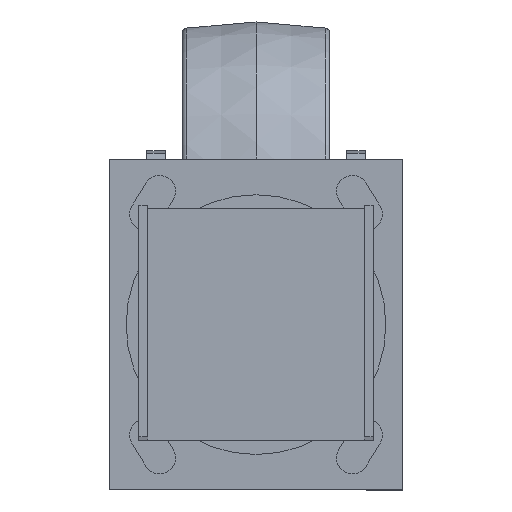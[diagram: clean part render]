
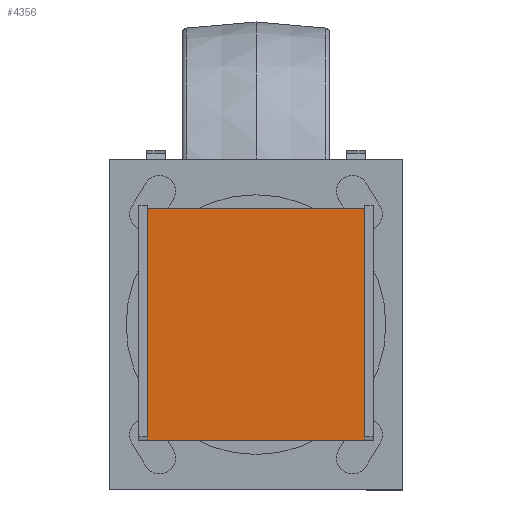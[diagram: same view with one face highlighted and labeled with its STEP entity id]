
A CAD part, top view. The second image highlights one B-rep face of the part: STEP entity #4356.
In plain terms, the highlighted planar face has unit normal (0, 0, 1).
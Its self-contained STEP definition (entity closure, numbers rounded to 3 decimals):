
#376=PLANE('',#4694);
#537=FACE_OUTER_BOUND('',#812,.T.);
#812=EDGE_LOOP('',(#3023,#3024,#3025,#3026));
#1142=LINE('',#6551,#1388);
#1143=LINE('',#6554,#1389);
#1144=LINE('',#6556,#1390);
#1145=LINE('',#6557,#1391);
#1388=VECTOR('',#5273,10.);
#1389=VECTOR('',#5276,10.);
#1390=VECTOR('',#5277,10.);
#1391=VECTOR('',#5278,10.);
#1883=VERTEX_POINT('',#6547);
#1884=VERTEX_POINT('',#6549);
#1885=VERTEX_POINT('',#6553);
#1886=VERTEX_POINT('',#6555);
#2333=EDGE_CURVE('',#1883,#1884,#1142,.T.);
#2334=EDGE_CURVE('',#1885,#1883,#1143,.T.);
#2335=EDGE_CURVE('',#1886,#1884,#1144,.T.);
#2336=EDGE_CURVE('',#1885,#1886,#1145,.T.);
#3023=ORIENTED_EDGE('',*,*,#2334,.T.);
#3024=ORIENTED_EDGE('',*,*,#2333,.T.);
#3025=ORIENTED_EDGE('',*,*,#2335,.F.);
#3026=ORIENTED_EDGE('',*,*,#2336,.F.);
#4356=ADVANCED_FACE('',(#537),#376,.T.);
#4694=AXIS2_PLACEMENT_3D('',#6552,#5274,#5275);
#5273=DIRECTION('',(0.,1.,0.));
#5274=DIRECTION('center_axis',(0.,0.,1.));
#5275=DIRECTION('ref_axis',(1.,0.,0.));
#5276=DIRECTION('',(1.,0.,0.));
#5277=DIRECTION('',(1.,0.,0.));
#5278=DIRECTION('',(0.,1.,0.));
#6547=CARTESIAN_POINT('',(75.,0.,-465.42));
#6549=CARTESIAN_POINT('',(75.,80.,-465.42));
#6551=CARTESIAN_POINT('',(75.,0.,-465.42));
#6552=CARTESIAN_POINT('Origin',(0.,0.,-465.42));
#6553=CARTESIAN_POINT('',(0.,0.,-465.42));
#6554=CARTESIAN_POINT('',(0.,0.,-465.42));
#6555=CARTESIAN_POINT('',(0.,80.,-465.42));
#6556=CARTESIAN_POINT('',(0.,80.,-465.42));
#6557=CARTESIAN_POINT('',(0.,0.,-465.42));
